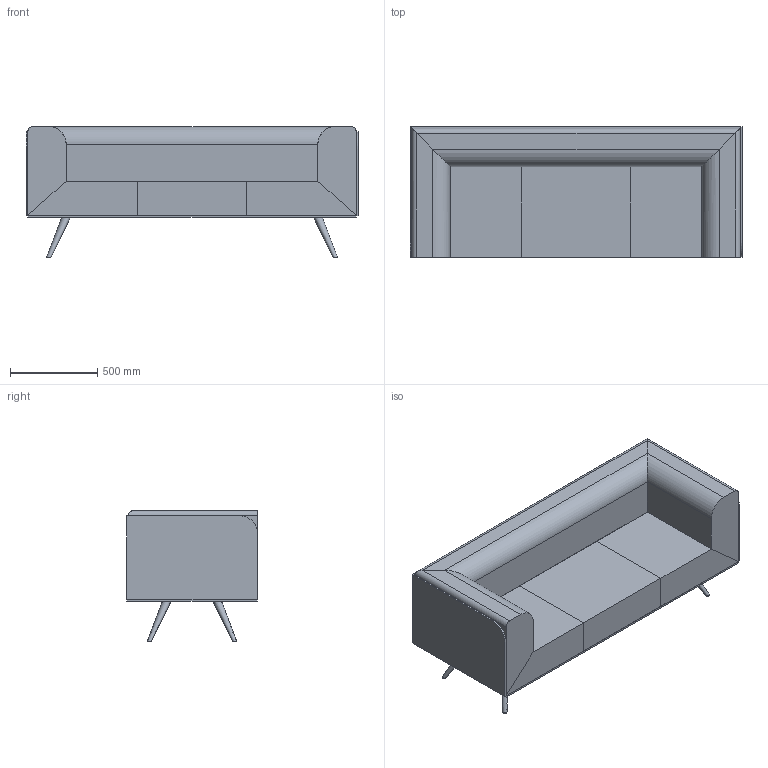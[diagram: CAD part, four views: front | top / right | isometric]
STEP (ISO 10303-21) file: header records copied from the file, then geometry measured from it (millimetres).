
FILE_DESCRIPTION(('FreeCAD Model'),'2;1');
FILE_NAME('Ikon Sofas.step','2017-03-27T10:08:42',('Author' ),(''),'Open CASCADE STEP processor 7.1','FreeCAD','Unknown');
FILE_SCHEMA(('AUTOMOTIVE_DESIGN_CC2 { 1 2 10303 214 -1 1 5 4 }'));
Length unit declared in the file: millimetre
Products named in the file (13): ASSEMBLY; Sweep001; Solid048; Solid057; Solid049; Solid056; Solid046; Solid055; Solid051; Solid052; Solid047; Solid045; Solid050
Assembly tree (12 placements, depth 2):
  ASSEMBLY
    Sweep001
    Solid048
    Solid057
    Solid049
    Solid056
    Solid046
    Solid055
    Solid051
    Solid052
    Solid047
    Solid045
    Solid050
Bounding box: 1903.36 x 750 x 750 mm (x, y, z)
Volume: 500579711.4 mm3; surface area: 14289748.1 mm2
Topology: 12 solids, 12 shells, 82 faces, 162 edges, 104 vertices
Faces by surface type: plane 66, cylinder 8, bspline 4, offset 4
Entity records: 9625 total; most frequent: CARTESIAN_POINT 5975, DIRECTION 602, LINE 380, VECTOR 380, ORIENTED_EDGE 324, PCURVE 324, DEFINITIONAL_REPRESENTATION 324, EDGE_CURVE 162
